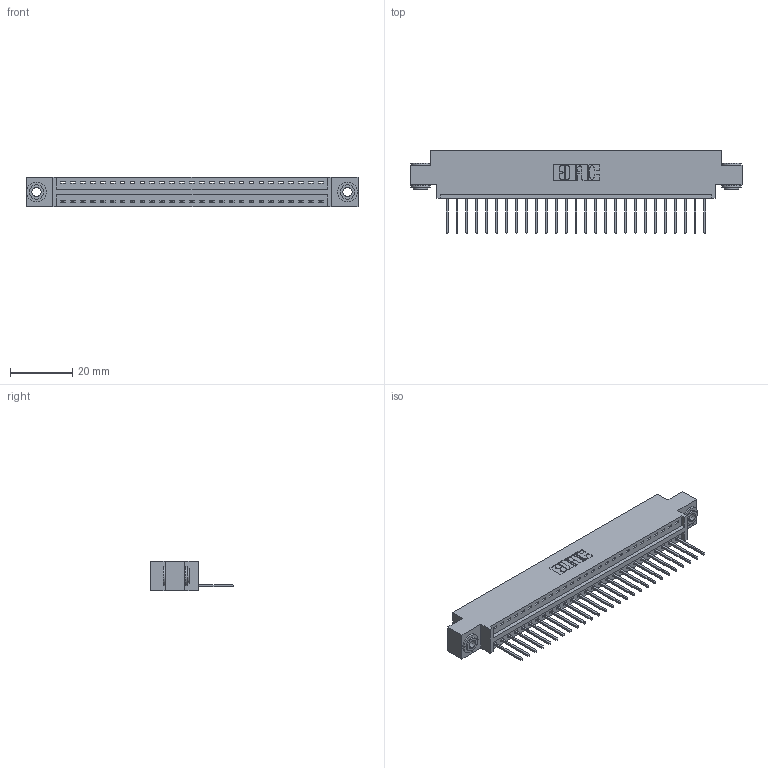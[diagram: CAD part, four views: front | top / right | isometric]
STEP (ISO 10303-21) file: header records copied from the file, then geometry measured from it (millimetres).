
FILE_DESCRIPTION (( 'STEP AP203' ), '1' );
FILE_NAME ('346-027-522-603.STEP', '2018-08-22T00:01:03', ( '' ), ( '' ), 'SwSTEP 2.0', 'SolidWorks 2016', '' );
FILE_SCHEMA (( 'CONFIG_CONTROL_DESIGN' ));
Length unit declared in the file: inch
Products named in the file (4): 346 Part_0.170 Offset - 0.156 Dia-TH; 345-292-001_345-293-122; 345-250-002_345-250-002-102; 346-027-522-603
Assembly tree (30 placements, depth 2):
  346-027-522-603
    346 Part_0.170 Offset - 0.156 Dia-TH
    345-292-001_345-293-122  x27
    345-250-002_345-250-002-102  x2
Bounding box: 106.3 x 26.42 x 9.4 mm (x, y, z)
Volume: 9940 mm3; surface area: 12740.7 mm2
Topology: 30 solids, 30 shells, 1730 faces, 5169 edges, 3406 vertices
Faces by surface type: plane 1170, cylinder 552, cone 8
Entity records: 19576 total; most frequent: CARTESIAN_POINT 3340, ORIENTED_EDGE 3294, DIRECTION 2995, EDGE_CURVE 1647, LINE 1383, VECTOR 1383, VERTEX_POINT 1094, AXIS2_PLACEMENT_3D 806
